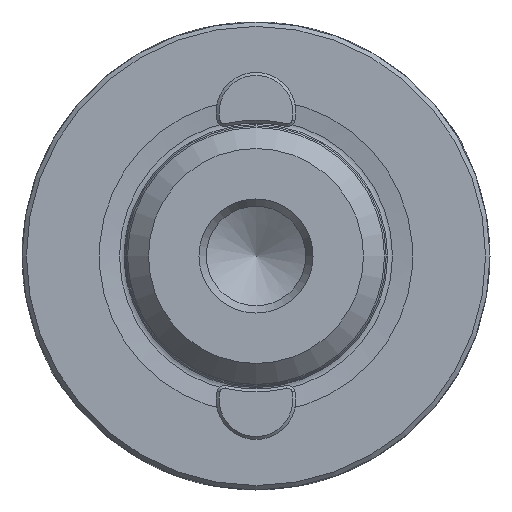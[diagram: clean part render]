
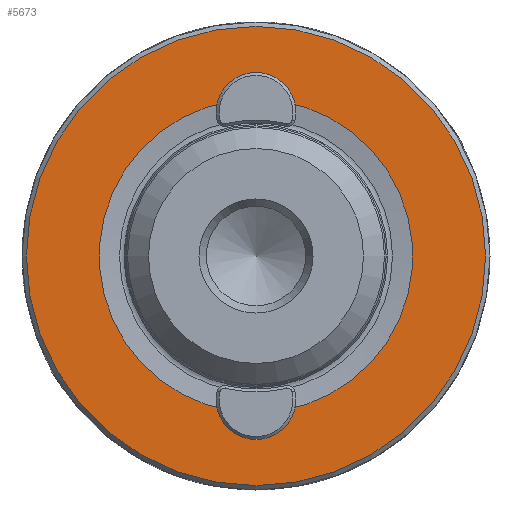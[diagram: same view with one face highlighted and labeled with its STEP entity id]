
A CAD part, left-side view. The second image highlights one B-rep face of the part: STEP entity #5673.
In plain terms, the highlighted planar face has unit normal (-1, 0, 0).
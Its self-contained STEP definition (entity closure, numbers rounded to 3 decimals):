
#96 = DIRECTION ( 'NONE',  ( -1., 0., 0. ) ) ;
#366 = EDGE_CURVE ( 'NONE', #5485, #4698, #7233, .T. ) ;
#397 = AXIS2_PLACEMENT_3D ( 'NONE', #2905, #2358, #4806 ) ;
#410 = CIRCLE ( 'NONE', #397, 10.715 ) ;
#414 = CARTESIAN_POINT ( 'NONE',  ( 0., 0., 10.85 ) ) ;
#488 = DIRECTION ( 'NONE',  ( 0., 0., 1. ) ) ;
#519 = EDGE_CURVE ( 'NONE', #5249, #5485, #2493, .T. ) ;
#705 = AXIS2_PLACEMENT_3D ( 'NONE', #7460, #96, #1802 ) ;
#1056 = EDGE_CURVE ( 'NONE', #5504, #5504, #1311, .T. ) ;
#1311 = CIRCLE ( 'NONE', #705, 15.7 ) ;
#1333 = EDGE_LOOP ( 'NONE', ( #5434 ) ) ;
#1556 = ORIENTED_EDGE ( 'NONE', *, *, #366, .F. ) ;
#1642 = DIRECTION ( 'NONE',  ( -1., 0., 0. ) ) ;
#1671 = CARTESIAN_POINT ( 'NONE',  ( 0., 0., -10.715 ) ) ;
#1802 = DIRECTION ( 'NONE',  ( 0., 0., 1. ) ) ;
#1919 = FACE_OUTER_BOUND ( 'NONE', #1333, .T. ) ;
#2073 = CARTESIAN_POINT ( 'NONE',  ( 0., 0., 0. ) ) ;
#2358 = DIRECTION ( 'NONE',  ( -1., 0., 0. ) ) ;
#2493 = CIRCLE ( 'NONE', #3776, 1.7 ) ;
#2905 = CARTESIAN_POINT ( 'NONE',  ( 0., 0., 0. ) ) ;
#2991 = DIRECTION ( 'NONE',  ( 0., 0., -1. ) ) ;
#3514 = CARTESIAN_POINT ( 'NONE',  ( 0., 0., -10.85 ) ) ;
#3538 = CARTESIAN_POINT ( 'NONE',  ( 0., 1.679, -10.583 ) ) ;
#3592 = FACE_BOUND ( 'NONE', #3910, .T. ) ;
#3616 = DIRECTION ( 'NONE',  ( 1., 0., 0. ) ) ;
#3718 = EDGE_CURVE ( 'NONE', #4698, #4930, #7949, .T. ) ;
#3776 = AXIS2_PLACEMENT_3D ( 'NONE', #3514, #1642, #6549 ) ;
#3910 = EDGE_LOOP ( 'NONE', ( #7900, #5968, #1556, #4901 ) ) ;
#4167 = EDGE_CURVE ( 'NONE', #4930, #5249, #410, .T. ) ;
#4430 = CARTESIAN_POINT ( 'NONE',  ( 0., 1.679, 10.583 ) ) ;
#4698 = VERTEX_POINT ( 'NONE', #7440 ) ;
#4806 = DIRECTION ( 'NONE',  ( 0., 0., 1. ) ) ;
#4877 = PLANE ( 'NONE',  #5116 ) ;
#4901 = ORIENTED_EDGE ( 'NONE', *, *, #519, .F. ) ;
#4930 = VERTEX_POINT ( 'NONE', #4430 ) ;
#4932 = AXIS2_PLACEMENT_3D ( 'NONE', #2073, #7095, #488 ) ;
#5116 = AXIS2_PLACEMENT_3D ( 'NONE', #1671, #3616, #2991 ) ;
#5214 = CARTESIAN_POINT ( 'NONE',  ( 0., -1.679, -10.583 ) ) ;
#5249 = VERTEX_POINT ( 'NONE', #3538 ) ;
#5434 = ORIENTED_EDGE ( 'NONE', *, *, #1056, .T. ) ;
#5485 = VERTEX_POINT ( 'NONE', #5214 ) ;
#5504 = VERTEX_POINT ( 'NONE', #6324 ) ;
#5673 = ADVANCED_FACE ( 'NONE', ( #3592, #1919 ), #4877, .F. ) ;
#5968 = ORIENTED_EDGE ( 'NONE', *, *, #3718, .F. ) ;
#6001 = DIRECTION ( 'NONE',  ( -1., 0., 0. ) ) ;
#6324 = CARTESIAN_POINT ( 'NONE',  ( 0., 0., 15.7 ) ) ;
#6390 = AXIS2_PLACEMENT_3D ( 'NONE', #414, #6001, #7777 ) ;
#6549 = DIRECTION ( 'NONE',  ( 0., 0., 1. ) ) ;
#7095 = DIRECTION ( 'NONE',  ( -1., 0., 0. ) ) ;
#7233 = CIRCLE ( 'NONE', #4932, 10.715 ) ;
#7440 = CARTESIAN_POINT ( 'NONE',  ( 0., -1.679, 10.583 ) ) ;
#7460 = CARTESIAN_POINT ( 'NONE',  ( 0., 0., 0. ) ) ;
#7777 = DIRECTION ( 'NONE',  ( 0., 0., 1. ) ) ;
#7900 = ORIENTED_EDGE ( 'NONE', *, *, #4167, .F. ) ;
#7949 = CIRCLE ( 'NONE', #6390, 1.7 ) ;
